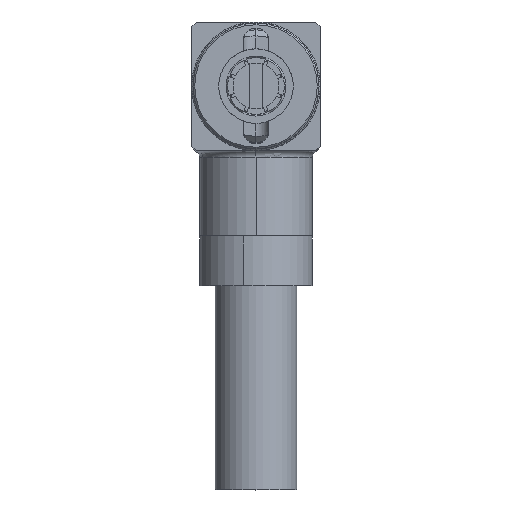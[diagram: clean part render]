
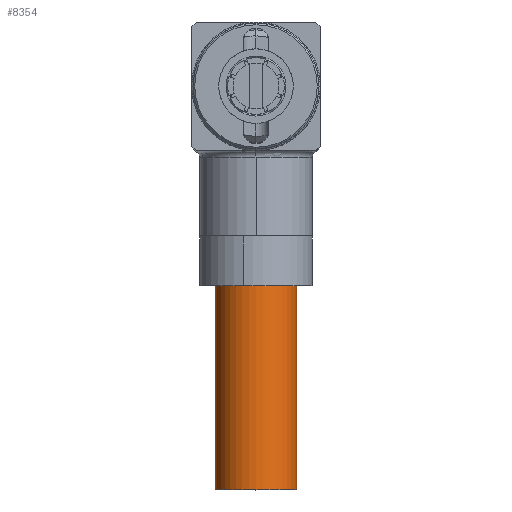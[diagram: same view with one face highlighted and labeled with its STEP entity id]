
A CAD part, top view. The second image highlights one B-rep face of the part: STEP entity #8354.
In plain terms, the highlighted cylindrical face has radius 2.55 mm (diameter 5.1 mm), a partial arc.
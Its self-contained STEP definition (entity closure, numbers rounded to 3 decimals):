
#481 = CYLINDRICAL_SURFACE ( 'NONE', #3557, 2.55 ) ;
#763 = CIRCLE ( 'NONE', #12671, 2.55 ) ;
#790 = CIRCLE ( 'NONE', #2973, 2.55 ) ;
#891 = ORIENTED_EDGE ( 'NONE', *, *, #15406, .F. ) ;
#984 = VECTOR ( 'NONE', #9836, 1000. ) ;
#1510 = LINE ( 'NONE', #2627, #2577 ) ;
#1776 = DIRECTION ( 'NONE',  ( 0., -1., 0. ) ) ;
#2577 = VECTOR ( 'NONE', #2713, 1000. ) ;
#2627 = CARTESIAN_POINT ( 'NONE',  ( -38.79, -9.302, 2.485 ) ) ;
#2713 = DIRECTION ( 'NONE',  ( 0., 1., 0. ) ) ;
#2973 = AXIS2_PLACEMENT_3D ( 'NONE', #14542, #7454, #6043 ) ;
#3557 = AXIS2_PLACEMENT_3D ( 'NONE', #5829, #6906, #12179 ) ;
#4251 = ORIENTED_EDGE ( 'NONE', *, *, #6035, .T. ) ;
#4587 = LINE ( 'NONE', #9752, #984 ) ;
#4893 = ORIENTED_EDGE ( 'NONE', *, *, #13648, .T. ) ;
#5280 = VERTEX_POINT ( 'NONE', #14597 ) ;
#5829 = CARTESIAN_POINT ( 'NONE',  ( -41.34, -9.302, 2.485 ) ) ;
#6035 = EDGE_CURVE ( 'NONE', #5280, #14959, #1510, .T. ) ;
#6043 = DIRECTION ( 'NONE',  ( -1., 0., 0. ) ) ;
#6548 = CARTESIAN_POINT ( 'NONE',  ( -43.89, 3.398, 2.485 ) ) ;
#6845 = CARTESIAN_POINT ( 'NONE',  ( -41.34, -9.302, 2.485 ) ) ;
#6906 = DIRECTION ( 'NONE',  ( 0., 1., 0. ) ) ;
#7387 = CARTESIAN_POINT ( 'NONE',  ( -38.79, 3.398, 2.485 ) ) ;
#7454 = DIRECTION ( 'NONE',  ( 0., -1., 0. ) ) ;
#8354 = ADVANCED_FACE ( 'NONE', ( #10811 ), #481, .T. ) ;
#8586 = EDGE_LOOP ( 'NONE', ( #891, #10158, #4251, #4893 ) ) ;
#9508 = EDGE_CURVE ( 'NONE', #5280, #14347, #763, .T. ) ;
#9752 = CARTESIAN_POINT ( 'NONE',  ( -43.89, -9.302, 2.485 ) ) ;
#9836 = DIRECTION ( 'NONE',  ( 0., 1., 0. ) ) ;
#10158 = ORIENTED_EDGE ( 'NONE', *, *, #9508, .F. ) ;
#10505 = DIRECTION ( 'NONE',  ( -1., 0., 0. ) ) ;
#10811 = FACE_OUTER_BOUND ( 'NONE', #8586, .T. ) ;
#12179 = DIRECTION ( 'NONE',  ( 1., 0., 0. ) ) ;
#12253 = VERTEX_POINT ( 'NONE', #6548 ) ;
#12671 = AXIS2_PLACEMENT_3D ( 'NONE', #6845, #1776, #10505 ) ;
#13648 = EDGE_CURVE ( 'NONE', #14959, #12253, #790, .T. ) ;
#13960 = CARTESIAN_POINT ( 'NONE',  ( -43.89, -9.302, 2.485 ) ) ;
#14347 = VERTEX_POINT ( 'NONE', #13960 ) ;
#14542 = CARTESIAN_POINT ( 'NONE',  ( -41.34, 3.398, 2.485 ) ) ;
#14597 = CARTESIAN_POINT ( 'NONE',  ( -38.79, -9.302, 2.485 ) ) ;
#14959 = VERTEX_POINT ( 'NONE', #7387 ) ;
#15406 = EDGE_CURVE ( 'NONE', #14347, #12253, #4587, .T. ) ;
